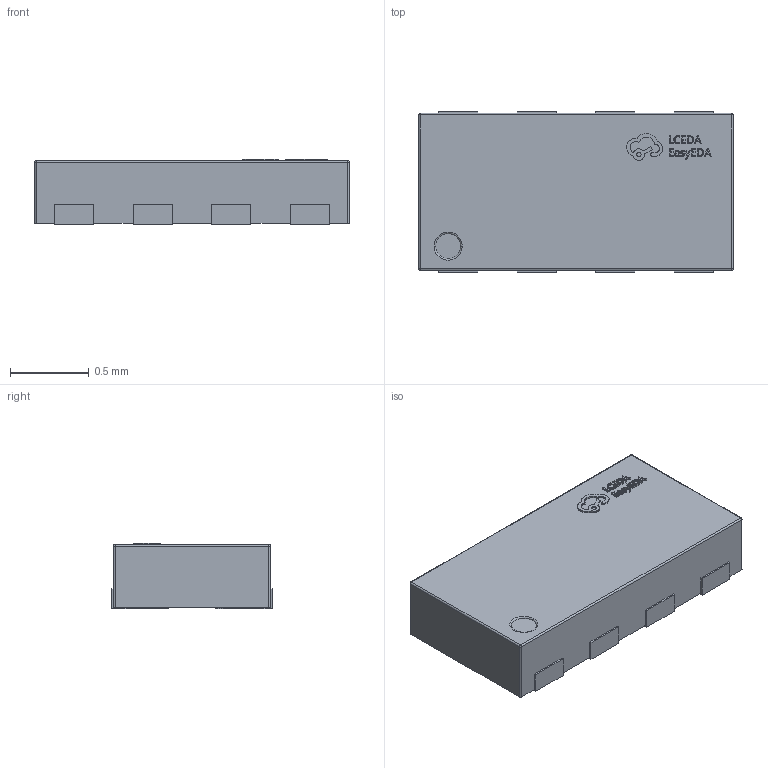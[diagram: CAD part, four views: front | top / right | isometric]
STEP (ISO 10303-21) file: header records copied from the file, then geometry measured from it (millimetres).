
FILE_DESCRIPTION (( 'STEP AP214' ), '1' );
FILE_NAME ('X2-DFN2010-8_L2.0-W1.0-H0.4-P0.50-BL.step', '2022-06-30T14:14:55', ( '' ), ( '' ), 'SwSTEP 2.0', 'SolidWorks 2020', '' );
FILE_SCHEMA (( 'AUTOMOTIVE_DESIGN' ));
Length unit declared in the file: millimetre
Products named in the file (1): X2-DFN2010-8_L2.0-W1.0-H0.4-P0.50-BL
Bounding box: 2 x 1.02 x 0.42 mm (x, y, z)
Volume: 0.8 mm3; surface area: 6.6 mm2
Topology: 1 solids, 1 shells, 353 faces, 964 edges, 636 vertices
Faces by surface type: plane 226, bspline 112, cylinder 9, sphere 4, torus 2
Entity records: 13733 total; most frequent: CARTESIAN_POINT 4054, ORIENTED_EDGE 1920, DIRECTION 1240, EDGE_CURVE 960, VECTOR 708, LINE 708, VERTEX_POINT 636, EDGE_LOOP 380
